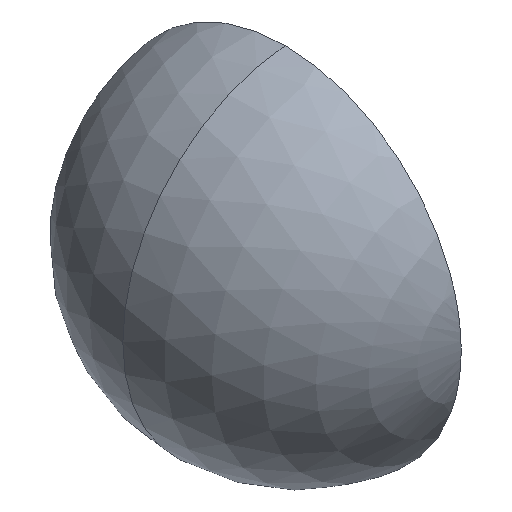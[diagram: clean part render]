
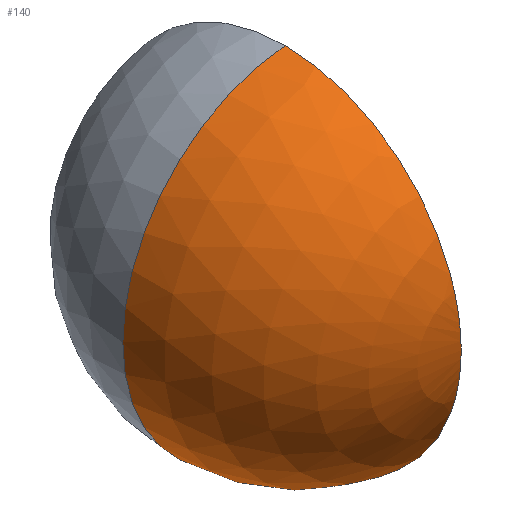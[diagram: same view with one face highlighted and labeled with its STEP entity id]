
A CAD part, isometric view. The second image highlights one B-rep face of the part: STEP entity #140.
In plain terms, the highlighted spherical face has radius 12.5 mm.
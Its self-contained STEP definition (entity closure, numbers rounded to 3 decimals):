
#12 = DIRECTION ( 'NONE',  ( 0., 0., -1. ) ) ;
#16 = DIRECTION ( 'NONE',  ( 0., 0., 1. ) ) ;
#17 = EDGE_CURVE ( 'NONE', #99, #76, #57, .T. ) ;
#18 = AXIS2_PLACEMENT_3D ( 'NONE', #115, #112, #51 ) ;
#26 = EDGE_LOOP ( 'NONE', ( #110, #168, #69 ) ) ;
#28 = AXIS2_PLACEMENT_3D ( 'NONE', #163, #91, #12 ) ;
#37 = EDGE_CURVE ( 'NONE', #136, #99, #88, .T. ) ;
#39 = CIRCLE ( 'NONE', #28, 12.5 ) ;
#41 = DIRECTION ( 'NONE',  ( 0., 0., 1. ) ) ;
#43 = CARTESIAN_POINT ( 'NONE',  ( 0., 0., 0. ) ) ;
#44 = AXIS2_PLACEMENT_3D ( 'NONE', #43, #96, #16 ) ;
#51 = DIRECTION ( 'NONE',  ( 0., 0., -1. ) ) ;
#56 = CARTESIAN_POINT ( 'NONE',  ( 0., 0., 0. ) ) ;
#57 = CIRCLE ( 'NONE', #18, 12.46 ) ;
#64 = CARTESIAN_POINT ( 'NONE',  ( -12.5, 0., 0. ) ) ;
#65 = SPHERICAL_SURFACE ( 'NONE', #44, 12.5 ) ;
#69 = ORIENTED_EDGE ( 'NONE', *, *, #17, .F. ) ;
#76 = VERTEX_POINT ( 'NONE', #125 ) ;
#81 = DIRECTION ( 'NONE',  ( 0., 1., 0. ) ) ;
#84 = CARTESIAN_POINT ( 'NONE',  ( -1., 0., 12.46 ) ) ;
#88 = CIRCLE ( 'NONE', #138, 12.5 ) ;
#91 = DIRECTION ( 'NONE',  ( 0., -1., 0. ) ) ;
#96 = DIRECTION ( 'NONE',  ( 0., -1., 0. ) ) ;
#99 = VERTEX_POINT ( 'NONE', #84 ) ;
#102 = EDGE_CURVE ( 'NONE', #136, #76, #39, .T. ) ;
#110 = ORIENTED_EDGE ( 'NONE', *, *, #37, .F. ) ;
#112 = DIRECTION ( 'NONE',  ( 1., 0., 0. ) ) ;
#115 = CARTESIAN_POINT ( 'NONE',  ( -1., 0., 0. ) ) ;
#125 = CARTESIAN_POINT ( 'NONE',  ( -1., 0., -12.46 ) ) ;
#136 = VERTEX_POINT ( 'NONE', #64 ) ;
#138 = AXIS2_PLACEMENT_3D ( 'NONE', #56, #81, #41 ) ;
#140 = ADVANCED_FACE ( 'NONE', ( #169 ), #65, .T. ) ;
#163 = CARTESIAN_POINT ( 'NONE',  ( 0., 0., 0. ) ) ;
#168 = ORIENTED_EDGE ( 'NONE', *, *, #102, .T. ) ;
#169 = FACE_OUTER_BOUND ( 'NONE', #26, .T. ) ;
